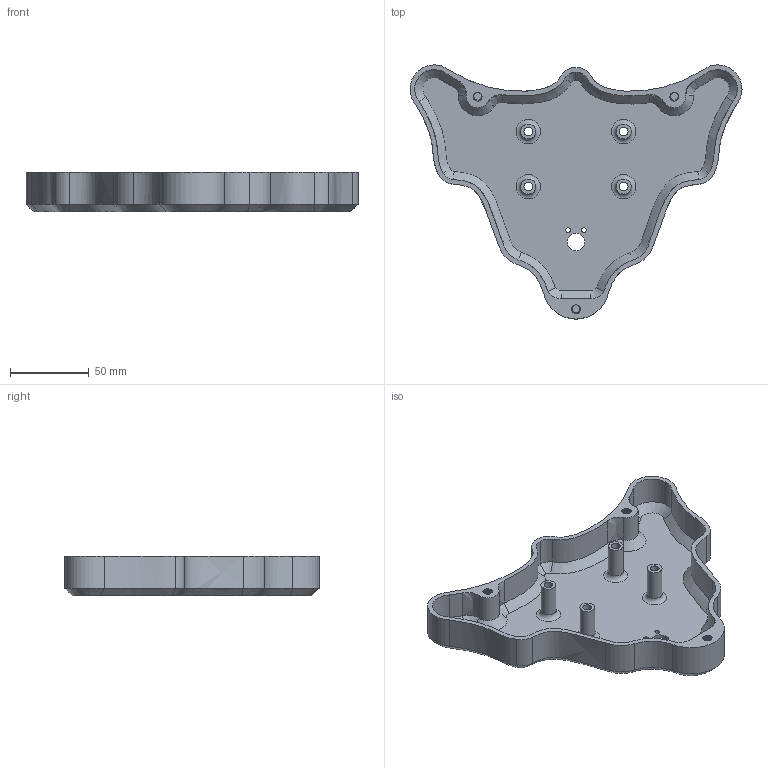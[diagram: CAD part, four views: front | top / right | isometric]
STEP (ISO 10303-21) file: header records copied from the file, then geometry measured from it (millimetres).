
FILE_DESCRIPTION(/* description */ (''),/* implementation_level */ '2;1');
FILE_NAME(/* name */ 'Fiesta WRC Rear Enclosure.step',/* time_stamp */ '2020-07-02T20:46:22-05:00',/* author */ (''),/* organization */ (''),/* preprocessor_version */ 'ST-DEVELOPER v18.1',/* originating_system */ 'Autodesk Translation Framework v9.3.0.1241',/* authorisation */ '');
FILE_SCHEMA (('AUTOMOTIVE_DESIGN { 1 0 10303 214 3 1 1 }'));
Length unit declared in the file: millimetre
Products named in the file (1): Rear Enclosure
Bounding box: 210.97 x 161.49 x 25.4 mm (x, y, z)
Volume: 109247.8 mm3; surface area: 70963.4 mm2
Topology: 1 solids, 1 shells, 203 faces, 539 edges, 346 vertices
Faces by surface type: cylinder 116, bspline 50, cone 21, plane 12, torus 4
Full cylindrical faces by diameter (mm): 3 x2, 5.035 x18, 5.5 x4, 6.147 x6, 9.5 x4, 11.113 x1
Entity records: 14580 total; most frequent: CARTESIAN_POINT 10109, ORIENTED_EDGE 1078, DIRECTION 674, EDGE_CURVE 539, VERTEX_POINT 346, B_SPLINE_CURVE_WITH_KNOTS 274, AXIS2_PLACEMENT_3D 263, EDGE_LOOP 225
